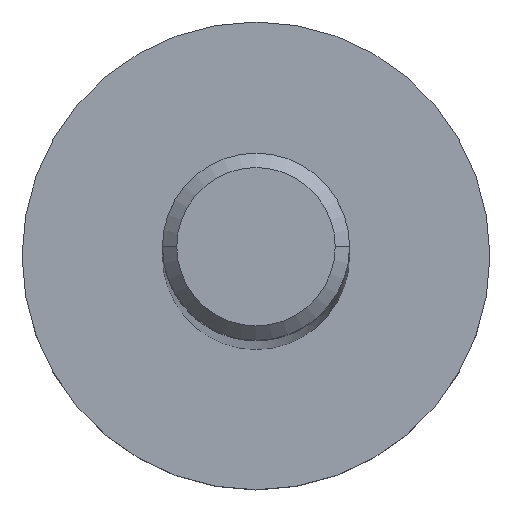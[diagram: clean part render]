
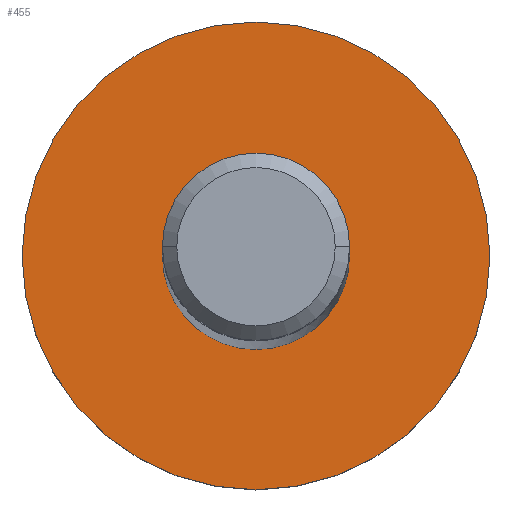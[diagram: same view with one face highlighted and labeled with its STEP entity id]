
A CAD part, top view. The second image highlights one B-rep face of the part: STEP entity #455.
In plain terms, the highlighted planar face has unit normal (0, 0, 1).
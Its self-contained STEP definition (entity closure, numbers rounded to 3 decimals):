
#11 = ORIENTED_EDGE ( 'NONE', *, *, #27, .F. ) ;
#27 = EDGE_CURVE ( 'NONE', #186, #353, #509, .T. ) ;
#39 = CIRCLE ( 'NONE', #150, 5. ) ;
#56 = CIRCLE ( 'NONE', #392, 5. ) ;
#57 = EDGE_LOOP ( 'NONE', ( #11, #318 ) ) ;
#70 = CIRCLE ( 'NONE', #449, 12.5 ) ;
#80 = CARTESIAN_POINT ( 'NONE',  ( 12.5, 0., -252.6 ) ) ;
#97 = DIRECTION ( 'NONE',  ( 0., 0., -1. ) ) ;
#98 = FACE_BOUND ( 'NONE', #195, .T. ) ;
#106 = DIRECTION ( 'NONE',  ( 0., 0., -1. ) ) ;
#128 = CARTESIAN_POINT ( 'NONE',  ( 0., 0., -252.6 ) ) ;
#150 = AXIS2_PLACEMENT_3D ( 'NONE', #705, #106, #766 ) ;
#169 = DIRECTION ( 'NONE',  ( 1., 0., 0. ) ) ;
#186 = VERTEX_POINT ( 'NONE', #80 ) ;
#191 = AXIS2_PLACEMENT_3D ( 'NONE', #528, #403, #652 ) ;
#195 = EDGE_LOOP ( 'NONE', ( #744, #491 ) ) ;
#281 = DIRECTION ( 'NONE',  ( -1., 0., 0. ) ) ;
#282 = PLANE ( 'NONE',  #191 ) ;
#286 = FACE_OUTER_BOUND ( 'NONE', #57, .T. ) ;
#318 = ORIENTED_EDGE ( 'NONE', *, *, #323, .F. ) ;
#323 = EDGE_CURVE ( 'NONE', #353, #186, #70, .T. ) ;
#348 = AXIS2_PLACEMENT_3D ( 'NONE', #128, #792, #368 ) ;
#353 = VERTEX_POINT ( 'NONE', #472 ) ;
#362 = CARTESIAN_POINT ( 'NONE',  ( 0., 0., -252.6 ) ) ;
#368 = DIRECTION ( 'NONE',  ( -1., 0., 0. ) ) ;
#392 = AXIS2_PLACEMENT_3D ( 'NONE', #483, #399, #169 ) ;
#399 = DIRECTION ( 'NONE',  ( 0., 0., -1. ) ) ;
#403 = DIRECTION ( 'NONE',  ( 0., 0., 1. ) ) ;
#421 = EDGE_CURVE ( 'NONE', #498, #471, #56, .T. ) ;
#449 = AXIS2_PLACEMENT_3D ( 'NONE', #362, #97, #281 ) ;
#455 = ADVANCED_FACE ( 'NONE', ( #286, #98 ), #282, .T. ) ;
#467 = EDGE_CURVE ( 'NONE', #471, #498, #39, .T. ) ;
#471 = VERTEX_POINT ( 'NONE', #599 ) ;
#472 = CARTESIAN_POINT ( 'NONE',  ( -12.5, 0., -252.6 ) ) ;
#483 = CARTESIAN_POINT ( 'NONE',  ( 0., 0., -252.6 ) ) ;
#491 = ORIENTED_EDGE ( 'NONE', *, *, #421, .T. ) ;
#498 = VERTEX_POINT ( 'NONE', #539 ) ;
#509 = CIRCLE ( 'NONE', #348, 12.5 ) ;
#528 = CARTESIAN_POINT ( 'NONE',  ( 12.5, -12.732, -252.6 ) ) ;
#539 = CARTESIAN_POINT ( 'NONE',  ( -5., 0., -252.6 ) ) ;
#599 = CARTESIAN_POINT ( 'NONE',  ( 5., 0., -252.6 ) ) ;
#652 = DIRECTION ( 'NONE',  ( 0., 1., 0. ) ) ;
#705 = CARTESIAN_POINT ( 'NONE',  ( 0., 0., -252.6 ) ) ;
#744 = ORIENTED_EDGE ( 'NONE', *, *, #467, .T. ) ;
#766 = DIRECTION ( 'NONE',  ( 1., 0., 0. ) ) ;
#792 = DIRECTION ( 'NONE',  ( 0., 0., -1. ) ) ;
